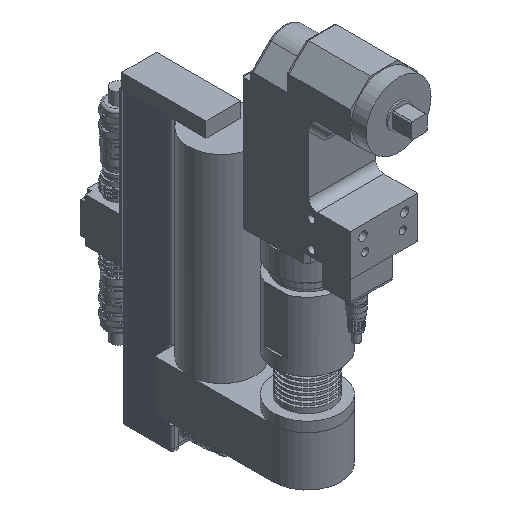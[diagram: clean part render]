
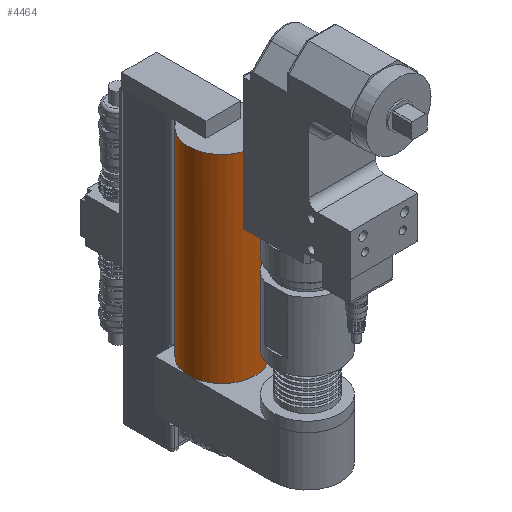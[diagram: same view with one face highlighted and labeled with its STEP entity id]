
A CAD part, isometric view. The second image highlights one B-rep face of the part: STEP entity #4464.
In plain terms, the highlighted cylindrical face has radius 40 mm (diameter 80 mm), a full revolution.
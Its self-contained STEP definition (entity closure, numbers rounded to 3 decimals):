
#4213=CARTESIAN_POINT('',(-40.0,-68.9,108.5));
#4214=VERTEX_POINT('',#4213);
#4215=CARTESIAN_POINT('',(0.0,-68.9,108.5));
#4216=DIRECTION('',(0.0,0.0,1.0));
#4217=DIRECTION('',(1.0,0.0,0.0));
#4218=AXIS2_PLACEMENT_3D('',#4215,#4216,#4217);
#4219=CIRCLE('',#4218,40.0);
#4220=EDGE_CURVE('',#4214,#4214,#4219,.T.);
#4436=CARTESIAN_POINT('',(0.0,-68.9,346.5));
#4437=DIRECTION('',(0.0,0.0,-1.0));
#4438=DIRECTION('',(1.0,0.0,0.0));
#4439=AXIS2_PLACEMENT_3D('',#4436,#4437,#4438);
#4440=CYLINDRICAL_SURFACE('',#4439,40.0);
#4441=ORIENTED_EDGE('',*,*,#4220,.T.);
#4442=EDGE_LOOP('',(#4441));
#4443=FACE_OUTER_BOUND('',#4442,.T.);
#4444=CARTESIAN_POINT('',(-20.85,-34.764,346.5));
#4445=VERTEX_POINT('',#4444);
#4446=CARTESIAN_POINT('',(20.85,-34.764,346.5));
#4447=VERTEX_POINT('',#4446);
#4448=CARTESIAN_POINT('',(0.0,-68.9,346.5));
#4449=DIRECTION('',(0.0,0.0,1.0));
#4450=DIRECTION('',(1.0,0.0,0.0));
#4451=AXIS2_PLACEMENT_3D('',#4448,#4449,#4450);
#4452=CIRCLE('',#4451,40.0);
#4453=EDGE_CURVE('',#4445,#4447,#4452,.T.);
#4454=ORIENTED_EDGE('',*,*,#4453,.F.);
#4455=CARTESIAN_POINT('',(0.0,-68.9,346.5));
#4456=DIRECTION('',(0.0,0.0,1.0));
#4457=DIRECTION('',(1.0,0.0,0.0));
#4458=AXIS2_PLACEMENT_3D('',#4455,#4456,#4457);
#4459=CIRCLE('',#4458,40.0);
#4460=EDGE_CURVE('',#4447,#4445,#4459,.T.);
#4461=ORIENTED_EDGE('',*,*,#4460,.F.);
#4462=EDGE_LOOP('',(#4454,#4461));
#4463=FACE_BOUND('',#4462,.T.);
#4464=ADVANCED_FACE('',(#4443,#4463),#4440,.T.);
